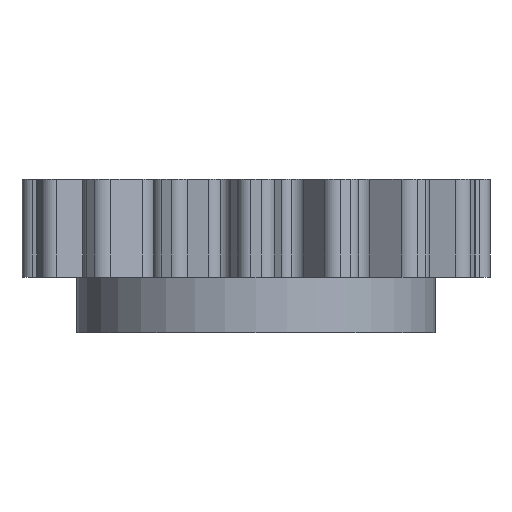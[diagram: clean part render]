
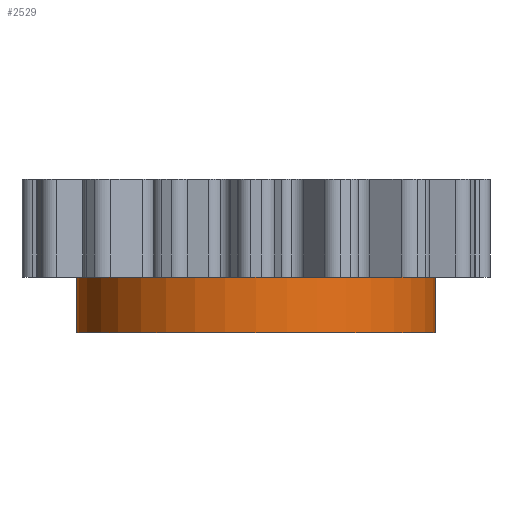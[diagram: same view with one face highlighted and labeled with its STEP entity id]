
A CAD part, front view. The second image highlights one B-rep face of the part: STEP entity #2529.
In plain terms, the highlighted cylindrical face has radius 6.985 mm (diameter 13.97 mm), a partial arc.
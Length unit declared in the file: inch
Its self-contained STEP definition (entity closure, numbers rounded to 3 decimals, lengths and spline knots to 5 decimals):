
#54 = ORIENTED_EDGE ( 'NONE', *, *, #2596, .T. ) ;
#72 = CARTESIAN_POINT ( 'NONE',  ( 0., 0., 0.085 ) ) ;
#121 = DIRECTION ( 'NONE',  ( -1., 0., 0. ) ) ;
#405 = EDGE_CURVE ( 'NONE', #2304, #4182, #2237, .T. ) ;
#640 = ORIENTED_EDGE ( 'NONE', *, *, #405, .F. ) ;
#778 = VERTEX_POINT ( 'NONE', #3491 ) ;
#783 = ORIENTED_EDGE ( 'NONE', *, *, #1481, .T. ) ;
#821 = DIRECTION ( 'NONE',  ( 0., 0., -1. ) ) ;
#857 = CARTESIAN_POINT ( 'NONE',  ( 0.275, 0., 0.085 ) ) ;
#1152 = VERTEX_POINT ( 'NONE', #1426 ) ;
#1274 = CARTESIAN_POINT ( 'NONE',  ( 0.275, 0., 0.085 ) ) ;
#1426 = CARTESIAN_POINT ( 'NONE',  ( -0.275, 0., 0.085 ) ) ;
#1481 = EDGE_CURVE ( 'NONE', #2304, #1152, #2524, .T. ) ;
#1514 = DIRECTION ( 'NONE',  ( 0., 0., -1. ) ) ;
#1744 = VECTOR ( 'NONE', #821, 39.37008 ) ;
#2177 = AXIS2_PLACEMENT_3D ( 'NONE', #3969, #4015, #121 ) ;
#2230 = FACE_OUTER_BOUND ( 'NONE', #3736, .T. ) ;
#2237 = LINE ( 'NONE', #1274, #2255 ) ;
#2255 = VECTOR ( 'NONE', #3027, 39.37008 ) ;
#2304 = VERTEX_POINT ( 'NONE', #857 ) ;
#2320 = DIRECTION ( 'NONE',  ( -1., 0., 0. ) ) ;
#2390 = AXIS2_PLACEMENT_3D ( 'NONE', #3431, #3755, #2320 ) ;
#2520 = EDGE_CURVE ( 'NONE', #4182, #778, #3580, .T. ) ;
#2524 = CIRCLE ( 'NONE', #2390, 0.275 ) ;
#2529 = ADVANCED_FACE ( 'NONE', ( #2230 ), #3687, .T. ) ;
#2579 = LINE ( 'NONE', #3993, #1744 ) ;
#2596 = EDGE_CURVE ( 'NONE', #1152, #778, #2579, .T. ) ;
#2632 = DIRECTION ( 'NONE',  ( -1., 0., 0. ) ) ;
#3027 = DIRECTION ( 'NONE',  ( 0., 0., -1. ) ) ;
#3431 = CARTESIAN_POINT ( 'NONE',  ( 0., 0., 0.085 ) ) ;
#3491 = CARTESIAN_POINT ( 'NONE',  ( -0.275, 0., 0. ) ) ;
#3580 = CIRCLE ( 'NONE', #2177, 0.275 ) ;
#3687 = CYLINDRICAL_SURFACE ( 'NONE', #4466, 0.275 ) ;
#3736 = EDGE_LOOP ( 'NONE', ( #640, #783, #54, #3740 ) ) ;
#3740 = ORIENTED_EDGE ( 'NONE', *, *, #2520, .F. ) ;
#3755 = DIRECTION ( 'NONE',  ( 0., 0., -1. ) ) ;
#3969 = CARTESIAN_POINT ( 'NONE',  ( 0., 0., 0. ) ) ;
#3985 = CARTESIAN_POINT ( 'NONE',  ( 0.275, 0., 0. ) ) ;
#3993 = CARTESIAN_POINT ( 'NONE',  ( -0.275, 0., 0.085 ) ) ;
#4015 = DIRECTION ( 'NONE',  ( 0., 0., -1. ) ) ;
#4182 = VERTEX_POINT ( 'NONE', #3985 ) ;
#4466 = AXIS2_PLACEMENT_3D ( 'NONE', #72, #1514, #2632 ) ;
